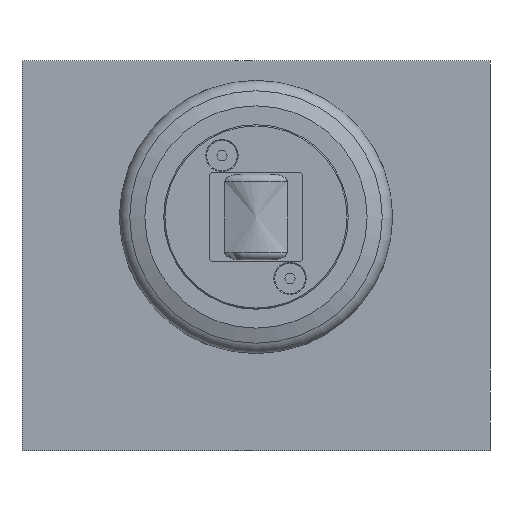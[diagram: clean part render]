
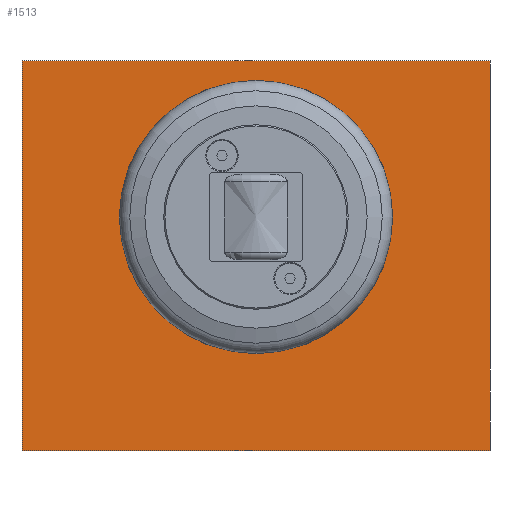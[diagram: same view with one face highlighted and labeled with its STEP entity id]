
A CAD part, front view. The second image highlights one B-rep face of the part: STEP entity #1513.
In plain terms, the highlighted planar face has unit normal (0, -1, 0).
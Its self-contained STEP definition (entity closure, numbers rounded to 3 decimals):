
#77=FACE_BOUND('',#314,.T.);
#135=CIRCLE('',#1668,23.5);
#212=FACE_OUTER_BOUND('',#313,.T.);
#313=EDGE_LOOP('',(#1274,#1275,#1276,#1277));
#314=EDGE_LOOP('',(#1278));
#407=LINE('',#2444,#537);
#412=LINE('',#2458,#542);
#430=LINE('',#2524,#560);
#433=LINE('',#2528,#563);
#537=VECTOR('',#1937,10.);
#542=VECTOR('',#1948,10.);
#560=VECTOR('',#2006,10.);
#563=VECTOR('',#2011,10.);
#678=VERTEX_POINT('',#2441);
#679=VERTEX_POINT('',#2443);
#685=VERTEX_POINT('',#2457);
#713=VERTEX_POINT('',#2523);
#722=VERTEX_POINT('',#2557);
#861=EDGE_CURVE('',#679,#678,#407,.T.);
#868=EDGE_CURVE('',#685,#679,#412,.T.);
#901=EDGE_CURVE('',#685,#713,#430,.T.);
#904=EDGE_CURVE('',#713,#678,#433,.T.);
#918=EDGE_CURVE('',#722,#722,#135,.T.);
#1274=ORIENTED_EDGE('',*,*,#861,.T.);
#1275=ORIENTED_EDGE('',*,*,#904,.F.);
#1276=ORIENTED_EDGE('',*,*,#901,.F.);
#1277=ORIENTED_EDGE('',*,*,#868,.T.);
#1278=ORIENTED_EDGE('',*,*,#918,.T.);
#1441=PLANE('',#1667);
#1513=ADVANCED_FACE('',(#212,#77),#1441,.T.);
#1667=AXIS2_PLACEMENT_3D('',#2556,#2037,#2038);
#1668=AXIS2_PLACEMENT_3D('',#2558,#2039,#2040);
#1937=DIRECTION('',(0.,0.,1.));
#1948=DIRECTION('',(1.,0.,0.));
#2006=DIRECTION('',(0.,0.,1.));
#2011=DIRECTION('',(1.,0.,0.));
#2037=DIRECTION('center_axis',(0.,-1.,0.));
#2038=DIRECTION('ref_axis',(0.,0.,-1.));
#2039=DIRECTION('center_axis',(0.,1.,0.));
#2040=DIRECTION('ref_axis',(0.,0.,1.));
#2441=CARTESIAN_POINT('',(120.,0.,100.));
#2443=CARTESIAN_POINT('',(120.,0.,0.));
#2444=CARTESIAN_POINT('',(120.,0.,0.));
#2457=CARTESIAN_POINT('',(0.,0.,0.));
#2458=CARTESIAN_POINT('',(0.,0.,0.));
#2523=CARTESIAN_POINT('',(0.,0.,100.));
#2524=CARTESIAN_POINT('',(0.,0.,0.));
#2528=CARTESIAN_POINT('',(0.,0.,100.));
#2556=CARTESIAN_POINT('Origin',(0.,0.,0.));
#2557=CARTESIAN_POINT('',(60.,0.,36.5));
#2558=CARTESIAN_POINT('Origin',(60.,0.,60.));
